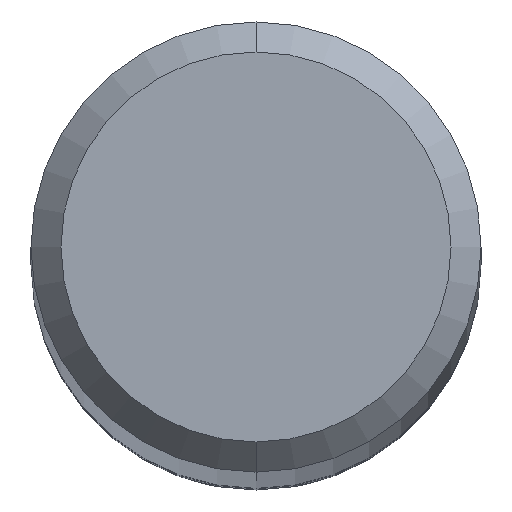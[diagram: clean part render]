
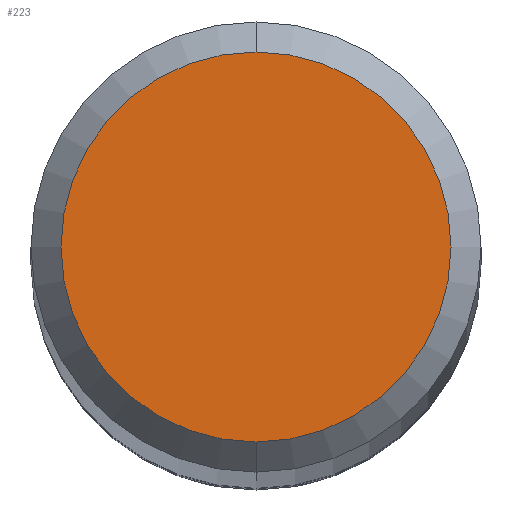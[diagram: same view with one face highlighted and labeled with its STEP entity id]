
A CAD part, top view. The second image highlights one B-rep face of the part: STEP entity #223.
In plain terms, the highlighted planar face has unit normal (0, 0, 1).
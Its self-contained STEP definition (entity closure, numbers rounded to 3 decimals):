
#175=VERTEX_POINT('',#478);
#223=ADVANCED_FACE('',(#535),#536,.T.);
#425=VERTEX_POINT('',#759);
#431=EDGE_CURVE('',#425,#175,#765,.T.);
#437=EDGE_CURVE('',#175,#425,#771,.T.);
#478=CARTESIAN_POINT('',(0.,-2.6,0.0));
#535=FACE_OUTER_BOUND('',#904,.T.);
#536=PLANE('',#905);
#759=CARTESIAN_POINT('',(0.0,2.6,0.0));
#765=CIRCLE('',#1385,2.6);
#771=CIRCLE('',#1395,2.6);
#904=EDGE_LOOP('',(#1524,#1525));
#905=AXIS2_PLACEMENT_3D('',#1526,#1527,#1528);
#1385=AXIS2_PLACEMENT_3D('',#1757,#1758,#1759);
#1395=AXIS2_PLACEMENT_3D('',#1764,#1765,#1766);
#1524=ORIENTED_EDGE('',*,*,#431,.F.);
#1525=ORIENTED_EDGE('',*,*,#437,.F.);
#1526=CARTESIAN_POINT('',(0.0,1.3,0.0));
#1527=DIRECTION('',(-0.0,0.0,1.0));
#1528=DIRECTION('',(0.0,-1.0,0.0));
#1757=CARTESIAN_POINT('',(0.0,0.0,0.0));
#1758=DIRECTION('',(0.0,0.0,-1.0));
#1759=DIRECTION('',(0.0,1.0,0.0));
#1764=CARTESIAN_POINT('',(0.0,0.0,0.0));
#1765=DIRECTION('',(0.0,0.0,-1.0));
#1766=DIRECTION('',(0.0,1.0,0.0));
